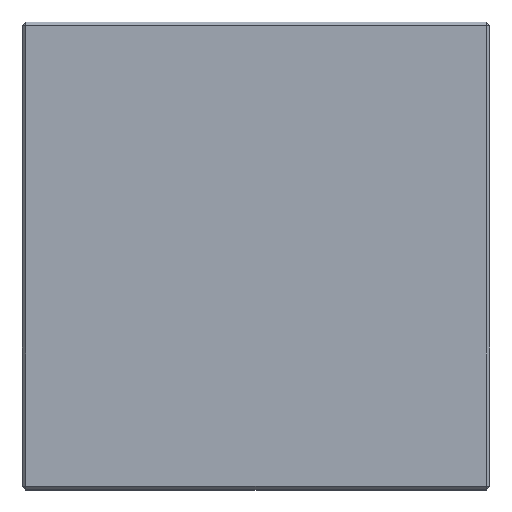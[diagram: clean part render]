
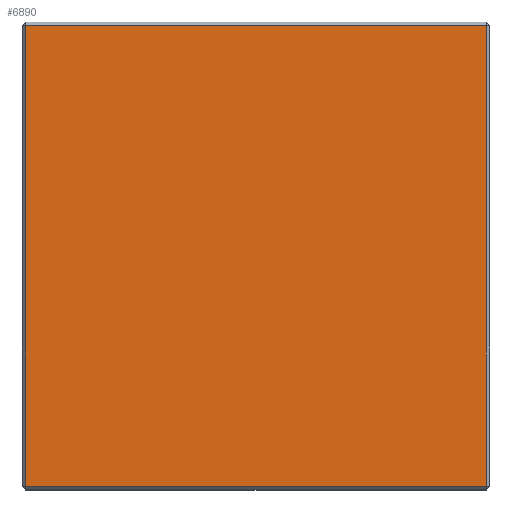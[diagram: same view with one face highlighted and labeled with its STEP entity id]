
A CAD part, top view. The second image highlights one B-rep face of the part: STEP entity #6890.
In plain terms, the highlighted planar face has unit normal (0, 0, 1).
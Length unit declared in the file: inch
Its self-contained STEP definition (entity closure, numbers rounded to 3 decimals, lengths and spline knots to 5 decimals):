
#1971 = CARTESIAN_POINT ( 'NONE',  ( -0.80579, 0.60315, -0.46584 ) ) ;
#1972 = LINE ( 'NONE', #1971, #2191 ) ;
#2191 = VECTOR ( 'NONE', #2239, 39.37008 ) ;
#2239 = DIRECTION ( 'NONE',  ( 0., -1., 0. ) ) ;
#2286 = DIRECTION ( 'NONE',  ( 1., 0., 0. ) ) ;
#2287 = VECTOR ( 'NONE', #2286, 39.37008 ) ;
#2288 = CARTESIAN_POINT ( 'NONE',  ( 0.18633, 0.61102, -0.46584 ) ) ;
#2289 = LINE ( 'NONE', #2288, #2287 ) ;
#5549 = FACE_OUTER_BOUND ( 'NONE', #6797, .T. ) ;
#5582 = DIRECTION ( 'NONE',  ( 0., 1., 0. ) ) ;
#5583 = VECTOR ( 'NONE', #5582, 39.37008 ) ;
#5584 = CARTESIAN_POINT ( 'NONE',  ( 0.17846, 1.60315, -0.46584 ) ) ;
#5585 = LINE ( 'NONE', #5584, #5583 ) ;
#5586 = DIRECTION ( 'NONE',  ( 1., 0., 0. ) ) ;
#5587 = DIRECTION ( 'NONE',  ( 0., 0., 1. ) ) ;
#5588 = CARTESIAN_POINT ( 'NONE',  ( -0.81367, 0.60315, -0.46584 ) ) ;
#5589 = AXIS2_PLACEMENT_3D ( 'NONE', #5588, #5587, #5586 ) ;
#5590 = PLANE ( 'NONE',  #5589 ) ;
#6219 = EDGE_CURVE ( 'NONE', #6957, #6960, #1972, .T. ) ;
#6227 = ORIENTED_EDGE ( 'NONE', *, *, #6228, .T. ) ;
#6228 = EDGE_CURVE ( 'NONE', #6960, #6978, #2289, .T. ) ;
#6797 = EDGE_LOOP ( 'NONE', ( #6891, #6958, #6864, #6227 ) ) ;
#6864 = ORIENTED_EDGE ( 'NONE', *, *, #6219, .T. ) ;
#6890 = ADVANCED_FACE ( 'NONE', ( #5549 ), #5590, .T. ) ;
#6891 = ORIENTED_EDGE ( 'NONE', *, *, #6892, .T. ) ;
#6892 = EDGE_CURVE ( 'NONE', #6978, #6979, #5585, .T. ) ;
#6957 = VERTEX_POINT ( 'NONE', #14556 ) ;
#6958 = ORIENTED_EDGE ( 'NONE', *, *, #6959, .T. ) ;
#6959 = EDGE_CURVE ( 'NONE', #6979, #6957, #14555, .T. ) ;
#6960 = VERTEX_POINT ( 'NONE', #14551 ) ;
#6978 = VERTEX_POINT ( 'NONE', #14660 ) ;
#6979 = VERTEX_POINT ( 'NONE', #14659 ) ;
#14551 = CARTESIAN_POINT ( 'NONE',  ( -0.80579, 0.61102, -0.46584 ) ) ;
#14552 = DIRECTION ( 'NONE',  ( -1., 0., 0. ) ) ;
#14553 = VECTOR ( 'NONE', #14552, 39.37008 ) ;
#14554 = CARTESIAN_POINT ( 'NONE',  ( -0.81367, 1.59528, -0.46584 ) ) ;
#14555 = LINE ( 'NONE', #14554, #14553 ) ;
#14556 = CARTESIAN_POINT ( 'NONE',  ( -0.80579, 1.59528, -0.46584 ) ) ;
#14659 = CARTESIAN_POINT ( 'NONE',  ( 0.17846, 1.59528, -0.46584 ) ) ;
#14660 = CARTESIAN_POINT ( 'NONE',  ( 0.17846, 0.61102, -0.46584 ) ) ;
